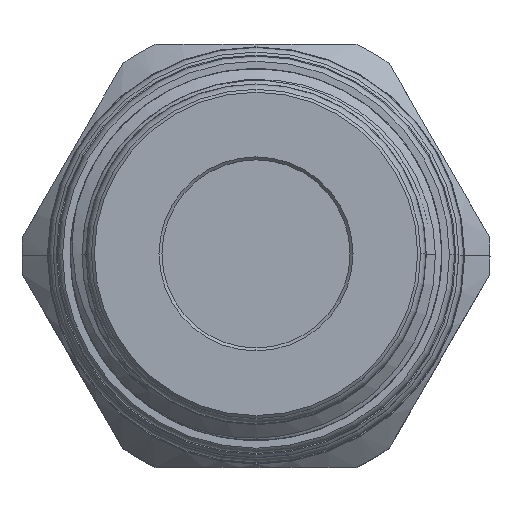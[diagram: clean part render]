
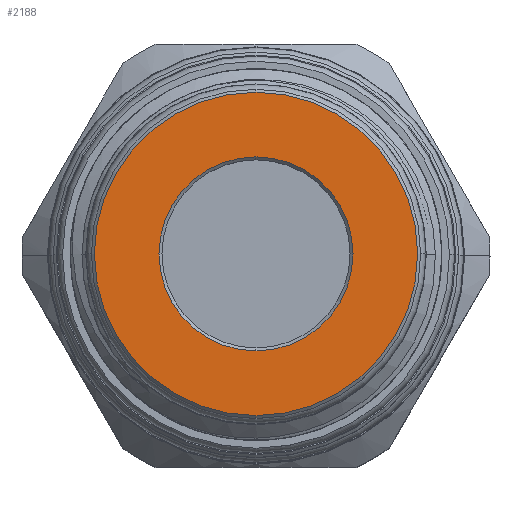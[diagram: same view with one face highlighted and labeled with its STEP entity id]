
A CAD part, top view. The second image highlights one B-rep face of the part: STEP entity #2188.
In plain terms, the highlighted planar face has unit normal (0, 0, 1).
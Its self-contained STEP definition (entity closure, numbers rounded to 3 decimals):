
#721 = VERTEX_POINT ( 'NONE', #2789 ) ;
#1181 = CARTESIAN_POINT ( 'NONE',  ( 0., 0., 19.06 ) ) ;
#1268 = DIRECTION ( 'NONE',  ( 0., -1., 0. ) ) ;
#1306 = DIRECTION ( 'NONE',  ( 0., 0., -1. ) ) ;
#1309 = FACE_BOUND ( 'NONE', #14667, .T. ) ;
#1524 = CARTESIAN_POINT ( 'NONE',  ( 0., -6.55, 19.06 ) ) ;
#1556 = AXIS2_PLACEMENT_3D ( 'NONE', #1181, #1306, #11752 ) ;
#2188 = ADVANCED_FACE ( 'NONE', ( #1309, #14175 ), #16710, .T. ) ;
#2721 = EDGE_CURVE ( 'NONE', #721, #10976, #12942, .T. ) ;
#2789 = CARTESIAN_POINT ( 'NONE',  ( 0., 6.55, 19.06 ) ) ;
#3483 = DIRECTION ( 'NONE',  ( 0., 0., 1. ) ) ;
#4317 = CIRCLE ( 'NONE', #4544, 10.915 ) ;
#4544 = AXIS2_PLACEMENT_3D ( 'NONE', #11601, #16096, #1268 ) ;
#5674 = AXIS2_PLACEMENT_3D ( 'NONE', #10483, #16401, #9035 ) ;
#6348 = CARTESIAN_POINT ( 'NONE',  ( 0., -10.915, 19.06 ) ) ;
#6399 = CARTESIAN_POINT ( 'NONE',  ( 0., 0., 19.06 ) ) ;
#6426 = CARTESIAN_POINT ( 'NONE',  ( 0., 10.915, 19.06 ) ) ;
#6959 = CIRCLE ( 'NONE', #1556, 10.915 ) ;
#8108 = ORIENTED_EDGE ( 'NONE', *, *, #19314, .F. ) ;
#8761 = ORIENTED_EDGE ( 'NONE', *, *, #17665, .F. ) ;
#9021 = ORIENTED_EDGE ( 'NONE', *, *, #18655, .T. ) ;
#9035 = DIRECTION ( 'NONE',  ( 0., -1., 0. ) ) ;
#10483 = CARTESIAN_POINT ( 'NONE',  ( 0., 0., 19.06 ) ) ;
#10976 = VERTEX_POINT ( 'NONE', #1524 ) ;
#11030 = VERTEX_POINT ( 'NONE', #6348 ) ;
#11166 = AXIS2_PLACEMENT_3D ( 'NONE', #12267, #18325, #13766 ) ;
#11601 = CARTESIAN_POINT ( 'NONE',  ( 0., 0., 19.06 ) ) ;
#11752 = DIRECTION ( 'NONE',  ( 0., -1., 0. ) ) ;
#12267 = CARTESIAN_POINT ( 'NONE',  ( 0., 0., 19.06 ) ) ;
#12942 = CIRCLE ( 'NONE', #11166, 6.55 ) ;
#13766 = DIRECTION ( 'NONE',  ( 0., -1., 0. ) ) ;
#14175 = FACE_OUTER_BOUND ( 'NONE', #15114, .T. ) ;
#14336 = CIRCLE ( 'NONE', #5674, 6.55 ) ;
#14667 = EDGE_LOOP ( 'NONE', ( #18278, #9021 ) ) ;
#15114 = EDGE_LOOP ( 'NONE', ( #8761, #8108 ) ) ;
#16096 = DIRECTION ( 'NONE',  ( 0., 0., -1. ) ) ;
#16401 = DIRECTION ( 'NONE',  ( 0., 0., -1. ) ) ;
#16710 = PLANE ( 'NONE',  #17259 ) ;
#17259 = AXIS2_PLACEMENT_3D ( 'NONE', #6399, #3483, #18265 ) ;
#17665 = EDGE_CURVE ( 'NONE', #11030, #18714, #4317, .T. ) ;
#18265 = DIRECTION ( 'NONE',  ( 0., 1., 0. ) ) ;
#18278 = ORIENTED_EDGE ( 'NONE', *, *, #2721, .T. ) ;
#18325 = DIRECTION ( 'NONE',  ( 0., 0., -1. ) ) ;
#18655 = EDGE_CURVE ( 'NONE', #10976, #721, #14336, .T. ) ;
#18714 = VERTEX_POINT ( 'NONE', #6426 ) ;
#19314 = EDGE_CURVE ( 'NONE', #18714, #11030, #6959, .T. ) ;
